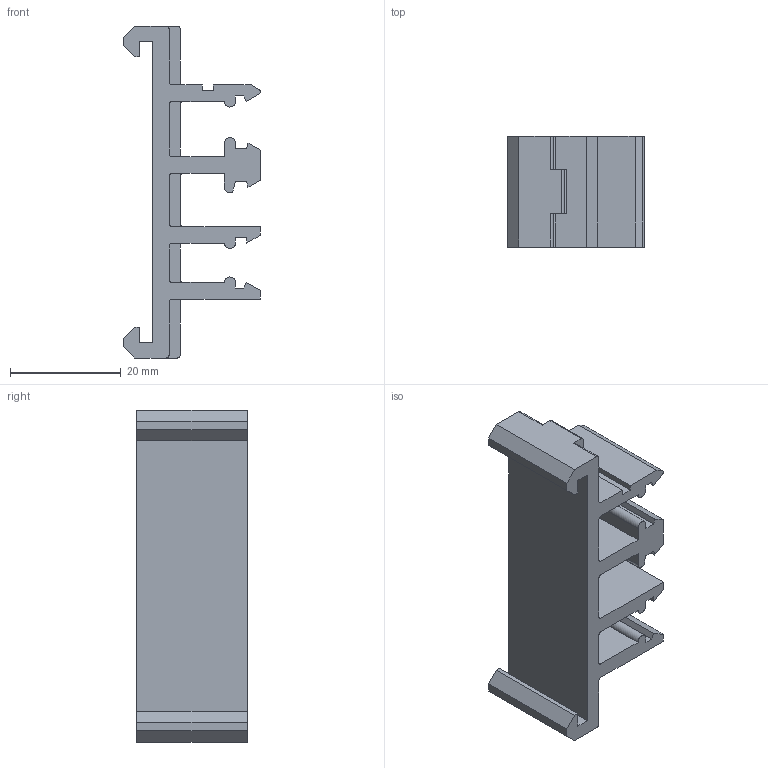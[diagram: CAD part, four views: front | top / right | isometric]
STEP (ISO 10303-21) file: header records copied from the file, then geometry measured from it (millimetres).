
FILE_DESCRIPTION((''),'2;1');
FILE_NAME('FE-DAV','2017-09-25T',('tl.yang'),(''),'PRO/ENGINEER BY PARAMETRIC TECHNOLOGY CORPORATION, 2011500','PRO/ENGINEER BY PARAMETRIC TECHNOLOGY CORPORATION, 2011500','');
FILE_SCHEMA(('CONFIG_CONTROL_DESIGN'));
Length unit declared in the file: millimetre
Products named in the file (1): FE-DAV
Bounding box: 24.7 x 20 x 60 mm (x, y, z)
Volume: 9457.4 mm3; surface area: 7038.4 mm2
Topology: 1 solids, 1 shells, 116 faces, 342 edges, 228 vertices
Faces by surface type: plane 80, cylinder 36
Entity records: 3896 total; most frequent: CARTESIAN_POINT 686, ORIENTED_EDGE 684, DIRECTION 646, EDGE_CURVE 342, VECTOR 270, LINE 270, VERTEX_POINT 228, AXIS2_PLACEMENT_3D 188
